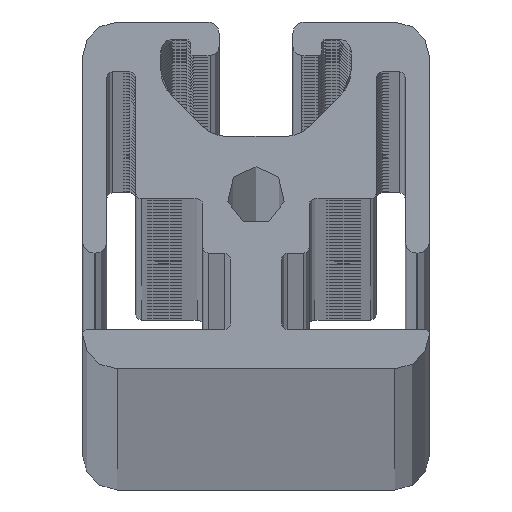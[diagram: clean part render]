
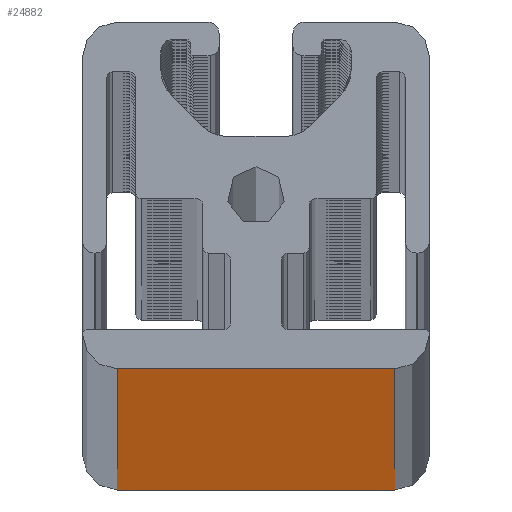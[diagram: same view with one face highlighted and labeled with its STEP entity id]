
A CAD part, top view. The second image highlights one B-rep face of the part: STEP entity #24882.
In plain terms, the highlighted planar face has unit normal (0, -1, 0).
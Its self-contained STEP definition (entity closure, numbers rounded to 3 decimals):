
#3051=FACE_OUTER_BOUND('',#4291,.T.);
#4291=EDGE_LOOP('',(#23318,#23319,#23320,#23321));
#6962=LINE('',#49135,#8835);
#7042=LINE('',#49345,#8915);
#7043=LINE('',#49348,#8916);
#7044=LINE('',#49349,#8917);
#8835=VECTOR('',#32739,10.);
#8915=VECTOR('',#32997,10.);
#8916=VECTOR('',#33000,10.);
#8917=VECTOR('',#33001,10.);
#11509=VERTEX_POINT('',#49132);
#11510=VERTEX_POINT('',#49134);
#11551=VERTEX_POINT('',#49343);
#11552=VERTEX_POINT('',#49347);
#15394=EDGE_CURVE('',#11509,#11510,#6962,.T.);
#15499=EDGE_CURVE('',#11509,#11551,#7042,.T.);
#15500=EDGE_CURVE('',#11552,#11551,#7043,.T.);
#15501=EDGE_CURVE('',#11510,#11552,#7044,.T.);
#23318=ORIENTED_EDGE('',*,*,#15499,.T.);
#23319=ORIENTED_EDGE('',*,*,#15500,.F.);
#23320=ORIENTED_EDGE('',*,*,#15501,.F.);
#23321=ORIENTED_EDGE('',*,*,#15394,.F.);
#23844=PLANE('',#26978);
#24882=ADVANCED_FACE('',(#3051),#23844,.T.);
#26978=AXIS2_PLACEMENT_3D('',#49346,#32998,#32999);
#32739=DIRECTION('',(-1.,0.,0.));
#32997=DIRECTION('',(0.,0.,1.));
#32998=DIRECTION('center_axis',(0.,-1.,0.));
#32999=DIRECTION('ref_axis',(1.,0.,0.));
#33000=DIRECTION('',(1.,0.,0.));
#33001=DIRECTION('',(0.,0.,1.));
#49132=CARTESIAN_POINT('',(12.,-15.,-3000.));
#49134=CARTESIAN_POINT('',(-12.,-15.,-3000.));
#49135=CARTESIAN_POINT('',(-12.,-15.,-3000.));
#49343=CARTESIAN_POINT('',(12.,-15.,3000.));
#49345=CARTESIAN_POINT('',(12.,-15.,0.));
#49346=CARTESIAN_POINT('Origin',(-12.,-15.,0.));
#49347=CARTESIAN_POINT('',(-12.,-15.,3000.));
#49348=CARTESIAN_POINT('',(-12.,-15.,3000.));
#49349=CARTESIAN_POINT('',(-12.,-15.,0.));
